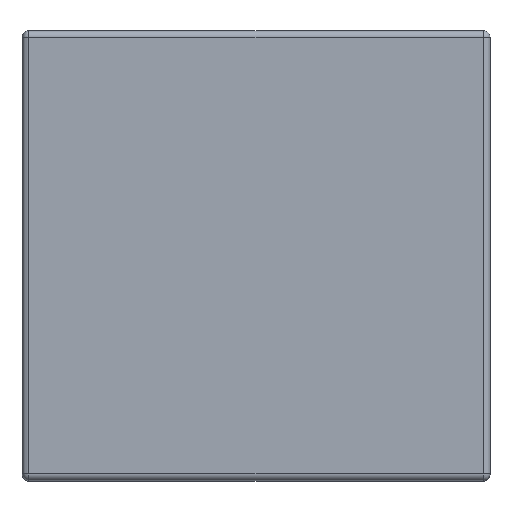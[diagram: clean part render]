
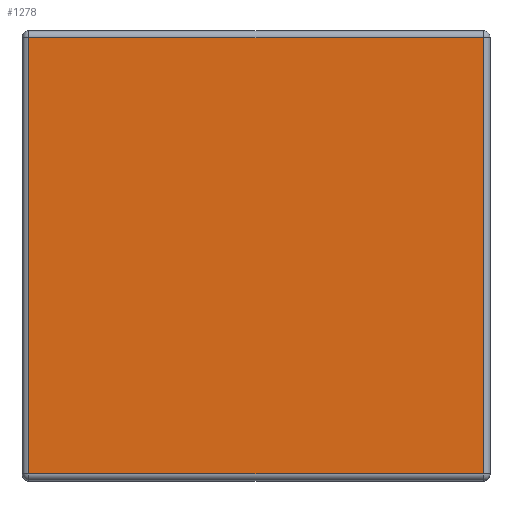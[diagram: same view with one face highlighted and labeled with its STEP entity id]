
A CAD part, top view. The second image highlights one B-rep face of the part: STEP entity #1278.
In plain terms, the highlighted planar face has unit normal (0, 0, 1).
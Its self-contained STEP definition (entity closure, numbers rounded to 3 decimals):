
#26=PLANE('',#1393);
#66=LINE('',#1956,#188);
#68=LINE('',#1966,#190);
#70=LINE('',#1969,#192);
#86=LINE('',#2014,#208);
#188=VECTOR('',#1539,12.55);
#190=VECTOR('',#1551,13.06);
#192=VECTOR('',#1555,12.55);
#208=VECTOR('',#1611,13.06);
#360=FACE_OUTER_BOUND('',#446,.T.);
#446=EDGE_LOOP('',(#945,#946,#947,#948));
#575=VERTEX_POINT('',#1924);
#580=VERTEX_POINT('',#1934);
#586=VERTEX_POINT('',#1951);
#589=VERTEX_POINT('',#1961);
#698=EDGE_CURVE('',#575,#586,#66,.T.);
#703=EDGE_CURVE('',#586,#589,#68,.T.);
#705=EDGE_CURVE('',#589,#580,#70,.T.);
#730=EDGE_CURVE('',#580,#575,#86,.T.);
#945=ORIENTED_EDGE('',*,*,#698,.F.);
#946=ORIENTED_EDGE('',*,*,#730,.F.);
#947=ORIENTED_EDGE('',*,*,#705,.F.);
#948=ORIENTED_EDGE('',*,*,#703,.F.);
#1278=ADVANCED_FACE('',(#360),#26,.F.);
#1393=AXIS2_PLACEMENT_3D('',#2016,#1614,#1615);
#1539=DIRECTION('',(0.,-1.,0.));
#1551=DIRECTION('',(-1.,0.,0.));
#1555=DIRECTION('',(0.,1.,0.));
#1611=DIRECTION('',(1.,0.,0.));
#1614=DIRECTION('center_axis',(0.,0.,-1.));
#1615=DIRECTION('ref_axis',(1.,0.,0.));
#1924=CARTESIAN_POINT('',(6.53,6.275,8.));
#1934=CARTESIAN_POINT('',(-6.53,6.275,8.));
#1951=CARTESIAN_POINT('',(6.53,-6.275,8.));
#1956=CARTESIAN_POINT('',(6.53,0.,8.));
#1961=CARTESIAN_POINT('',(-6.53,-6.275,8.));
#1966=CARTESIAN_POINT('',(0.,-6.275,8.));
#1969=CARTESIAN_POINT('',(-6.53,0.,8.));
#2014=CARTESIAN_POINT('',(0.,6.275,8.));
#2016=CARTESIAN_POINT('Origin',(0.,0.,8.));
